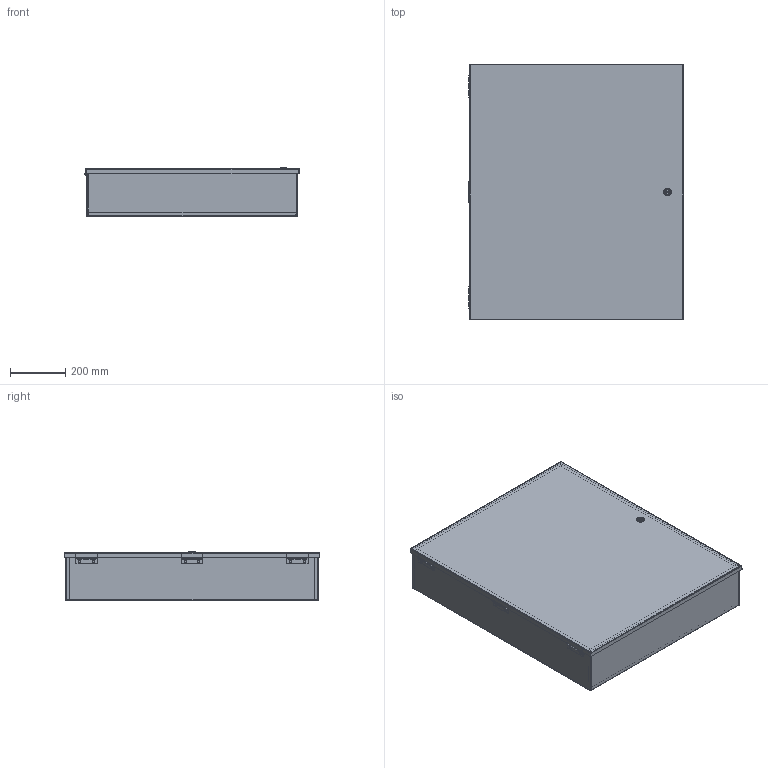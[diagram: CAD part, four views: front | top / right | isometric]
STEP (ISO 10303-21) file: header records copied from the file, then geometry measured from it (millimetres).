
FILE_DESCRIPTION(/* description */ ('N1C, CS, MEDIUM, BLR, 36X30X6.75'),/* implementation_level */ '2;1');
FILE_NAME(/* name */ 'N1C303606LP.stp',/* time_stamp */ '2017-04-28T15:31:26-05:00',/* author */ ('mraetz'),/* organization */ (''),/* preprocessor_version */ 'ST-DEVELOPER v16.1',/* originating_system */ 'Autodesk Inventor 2016',/* authorisation */ '');
FILE_SCHEMA (('AUTOMOTIVE_DESIGN { 1 0 10303 214 3 1 1 }'));
Length unit declared in the file: inch
Products named in the file (21): N1C303606LPBLR; N1C3006LPTB; N1C3036LPLID; 1000-101-GPF_GPD; 1000-02; 1000-u45_asm; 1000-318; 1000-03; 1000-277-01; 1000-u142_asm; 1000-112_prt; 1000-23; HFW3513; HFW3888; H6050138T; H6050138L; H6050138P; H6050138; H6050138_1; H6050138_2; N1C303606LP
Assembly tree (34 placements, depth 4):
  N1C303606LP
    N1C303606LPBLR
    N1C3006LPTB  x2
    N1C3036LPLID
    HFW3513
      1000-u45_asm
        1000-101-GPF_GPD
        1000-02
      1000-u142_asm
        1000-318
        1000-03
        1000-277-01
      1000-112_prt
      1000-23
    HFW3888  x8
    H6050138
      H6050138T
      H6050138L
      H6050138P
    H6050138_1
      H6050138T
      H6050138L
      H6050138P
    H6050138_2
      H6050138T
      H6050138L
      H6050138P
Bounding box: 774.41 x 924.72 x 178.12 mm (x, y, z)
Volume: 3962591.6 mm3; surface area: 4234219 mm2
Topology: 28 solids, 28 shells, 796 faces, 1886 edges, 1169 vertices
Faces by surface type: plane 484, cylinder 239, bspline 32, cone 24, torus 13, sphere 4
Full cylindrical faces by diameter (mm): 3.048 x5, 3.302 x18, 5 x1, 6 x1, 7.95 x6, 8.382 x16, 9.9 x1, 10 x1, 10.2 x1, 11.05 x1, 11.112 x4, 12.8 x1, 13.5 x1, 15.2 x1, 15.8 x1, 15.875 x8, 16.1 x1, 19.8 x1, 23 x1, 27 x1, 28 x1
Entity records: 20771 total; most frequent: CARTESIAN_POINT 5606, DIRECTION 3029, ORIENTED_EDGE 2862, EDGE_CURVE 1431, AXIS2_PLACEMENT_3D 1044, LINE 941, VECTOR 941, VERTEX_POINT 902
